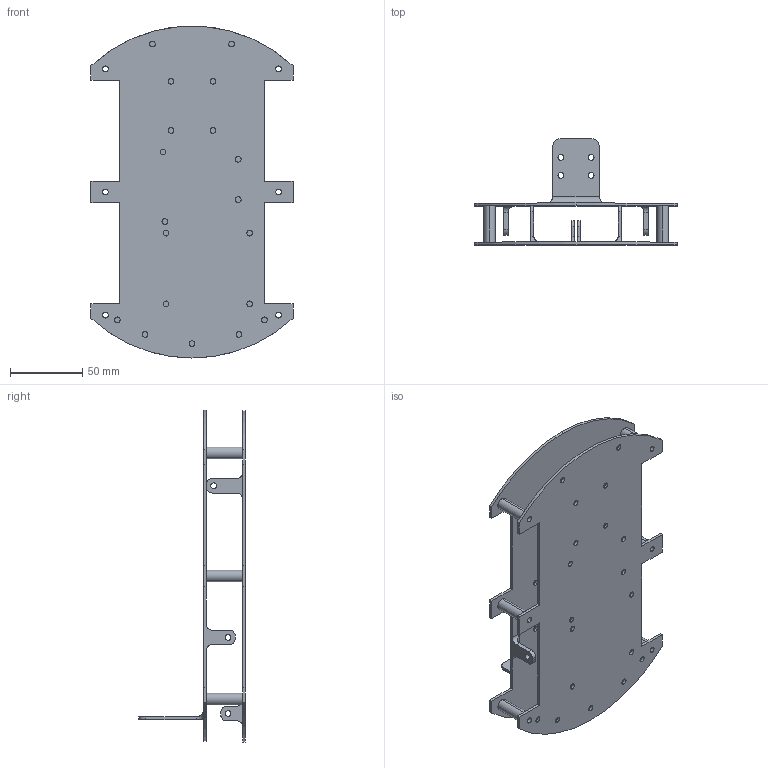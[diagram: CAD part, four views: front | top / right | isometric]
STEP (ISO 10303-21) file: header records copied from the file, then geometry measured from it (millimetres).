
FILE_DESCRIPTION (( 'STEP AP214' ), '1' );
FILE_NAME ('chassy.STEP', '2022-02-10T13:10:40', ( 'ASUS' ), ( '' ), 'SwSTEP 2.0', 'SolidWorks 2018', '' );
FILE_SCHEMA (( 'AUTOMOTIVE_DESIGN' ));
Length unit declared in the file: millimetre
Products named in the file (1): chassy
Bounding box: 140 x 74 x 230 mm (x, y, z)
Volume: 107317.4 mm3; surface area: 111462.9 mm2
Topology: 2 solids, 2 shells, 222 faces, 613 edges, 404 vertices
Faces by surface type: cylinder 141, plane 79, bspline 2
Entity records: 9906 total; most frequent: CARTESIAN_POINT 1356, DIRECTION 1307, ORIENTED_EDGE 1226, EDGE_CURVE 613, AXIS2_PLACEMENT_3D 487, VERTEX_POINT 404, LINE 333, VECTOR 333
